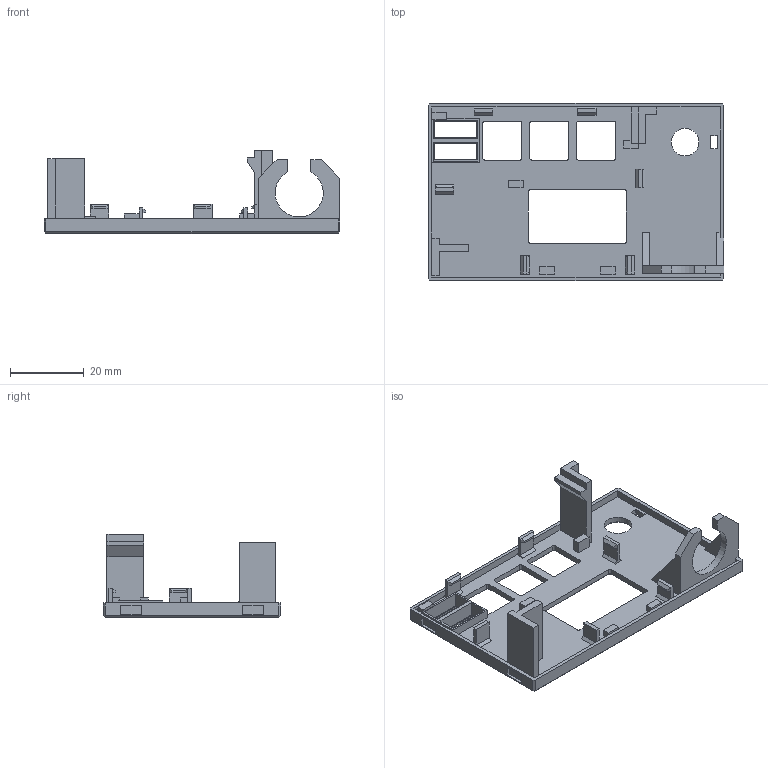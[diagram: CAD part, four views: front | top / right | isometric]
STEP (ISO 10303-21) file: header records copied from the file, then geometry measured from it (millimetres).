
FILE_DESCRIPTION(('Open CASCADE Model'),'2;1');
FILE_NAME('Open CASCADE Shape Model','2025-07-17T16:45:00',('Author'),( 'Open CASCADE'),'Open CASCADE STEP processor 7.7','Open CASCADE 7.7' ,'Unknown');
FILE_SCHEMA(('AUTOMOTIVE_DESIGN { 1 0 10303 214 1 1 1 1 }'));
Length unit declared in the file: millimetre
Products named in the file (1): Open CASCADE STEP translator 7.7 1590
Bounding box: 80 x 48 x 22.5 mm (x, y, z)
Volume: 8589.8 mm3; surface area: 10808 mm2
Topology: 1 solids, 1 shells, 284 faces, 724 edges, 455 vertices
Faces by surface type: plane 241, cylinder 22, cone 21
Full cylindrical faces by diameter (mm): 7.5 x1
Entity records: 17806 total; most frequent: CARTESIAN_POINT 2918, DIRECTION 2806, LINE 2063, VECTOR 2063, ORIENTED_EDGE 1448, PCURVE 1448, DEFINITIONAL_REPRESENTATION 1448, EDGE_CURVE 724
